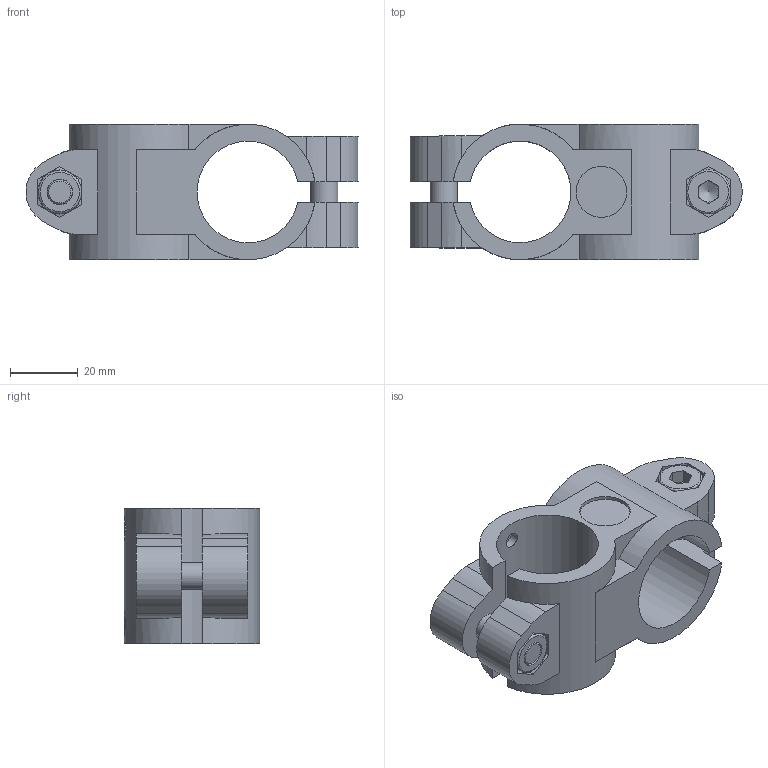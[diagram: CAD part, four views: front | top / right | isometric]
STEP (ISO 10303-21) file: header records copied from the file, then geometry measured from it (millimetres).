
FILE_DESCRIPTION( ( 'STEP AP214' ), '1' );
FILE_NAME( 'K0496.3030.stp', '2020-12-08T10:35:53', ( '' ), ( '' ), ' ', 'PARTsolutions', ' ' );
FILE_SCHEMA( ( 'AUTOMOTIVE_DESIGN { 1 0 10303 214 1 1 1 1 }' ) );
Length unit declared in the file: millimetre
Products named in the file (4): K0496.3030; _K0496.3030_kreuzklemmfuehrungen; _K0869.08X25; _din_985_M 8
Assembly tree (5 placements, depth 2):
  K0496.3030
    _K0496.3030_kreuzklemmfuehrungen
    _K0869.08X25  x2
    _din_985_M 8  x2
Bounding box: 97.93 x 40 x 40 mm (x, y, z)
Volume: 57218.6 mm3; surface area: 26532.3 mm2
Topology: 5 solids, 5 shells, 192 faces, 466 edges, 295 vertices
Faces by surface type: plane 117, cylinder 37, cone 32, torus 6
Full cylindrical faces by diameter (mm): 4.5 x2, 6.247 x2, 6.647 x2, 8 x4, 8.5 x4, 12.6 x2, 13 x2, 15 x1
Entity records: 5700 total; most frequent: CARTESIAN_POINT 1082, DIRECTION 702, ORIENTED_EDGE 676, EDGE_CURVE 338, AXIS2_PLACEMENT_3D 251, VERTEX_POINT 231, LINE 200, VECTOR 200
